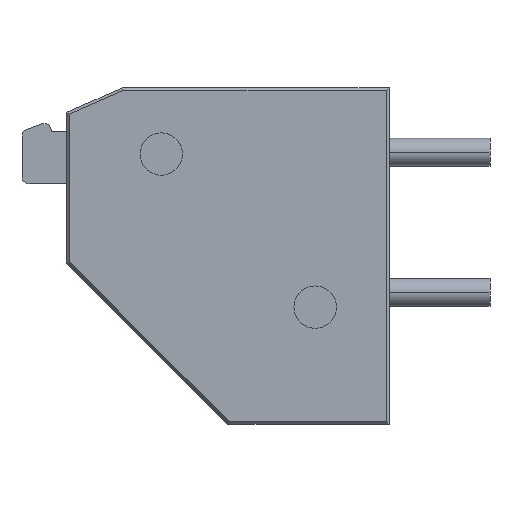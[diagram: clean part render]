
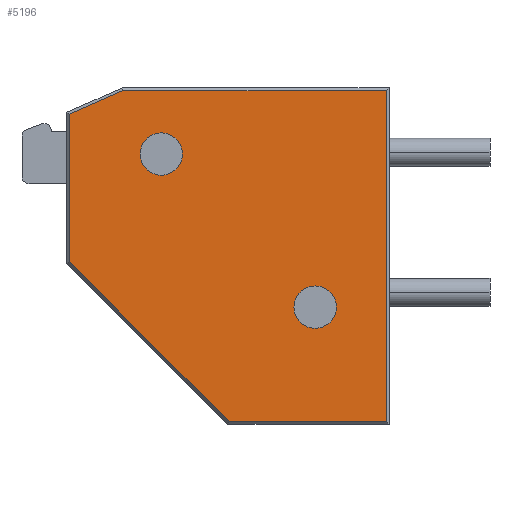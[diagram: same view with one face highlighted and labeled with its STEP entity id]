
A CAD part, front view. The second image highlights one B-rep face of the part: STEP entity #5196.
In plain terms, the highlighted face is planar.
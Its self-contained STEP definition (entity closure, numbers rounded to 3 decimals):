
#38 = CARTESIAN_POINT ( 'NONE',  ( 1.75, 0.231, 2.639 ) ) ;
#49 = VECTOR ( 'NONE', #6896, 1000. ) ;
#134 = DIRECTION ( 'NONE',  ( 1., 0., 0. ) ) ;
#174 = CARTESIAN_POINT ( 'NONE',  ( 1.75, 7.3, 0.1 ) ) ;
#182 = CARTESIAN_POINT ( 'NONE',  ( 1.75, -4.6, 0.1 ) ) ;
#245 = EDGE_CURVE ( 'NONE', #5020, #5555, #5543, .T. ) ;
#438 = VECTOR ( 'NONE', #4243, 1000. ) ;
#707 = AXIS2_PLACEMENT_3D ( 'NONE', #5507, #134, #2504 ) ;
#716 = FACE_BOUND ( 'NONE', #1217, .T. ) ;
#742 = VERTEX_POINT ( 'NONE', #5961 ) ;
#759 = DIRECTION ( 'NONE',  ( 0., 1., 0. ) ) ;
#770 = LINE ( 'NONE', #3132, #1693 ) ;
#863 = ORIENTED_EDGE ( 'NONE', *, *, #245, .T. ) ;
#871 = ORIENTED_EDGE ( 'NONE', *, *, #3197, .F. ) ;
#1132 = LINE ( 'NONE', #3501, #3285 ) ;
#1205 = CARTESIAN_POINT ( 'NONE',  ( 1.75, 1.091, 11.4 ) ) ;
#1217 = EDGE_LOOP ( 'NONE', ( #7516, #6545 ) ) ;
#1373 = CIRCLE ( 'NONE', #5752, 0.756 ) ;
#1374 = DIRECTION ( 'NONE',  ( 0., -1., 0. ) ) ;
#1384 = ORIENTED_EDGE ( 'NONE', *, *, #5114, .T. ) ;
#1601 = VERTEX_POINT ( 'NONE', #38 ) ;
#1693 = VECTOR ( 'NONE', #5549, 1000. ) ;
#1839 = CARTESIAN_POINT ( 'NONE',  ( 1.75, 7.2, 9.506 ) ) ;
#1852 = CARTESIAN_POINT ( 'NONE',  ( 1.75, 7.3, 11.4 ) ) ;
#1934 = CARTESIAN_POINT ( 'NONE',  ( 1.75, 6.36, 11.4 ) ) ;
#1936 = EDGE_CURVE ( 'NONE', #4964, #4665, #7224, .T. ) ;
#1975 = LINE ( 'NONE', #4362, #5454 ) ;
#2166 = VECTOR ( 'NONE', #2551, 1000. ) ;
#2417 = ORIENTED_EDGE ( 'NONE', *, *, #5745, .T. ) ;
#2504 = DIRECTION ( 'NONE',  ( 0., 1., 0. ) ) ;
#2551 = DIRECTION ( 'NONE',  ( 0., 1., 0. ) ) ;
#2571 = ORIENTED_EDGE ( 'NONE', *, *, #6002, .F. ) ;
#2766 = ORIENTED_EDGE ( 'NONE', *, *, #5014, .T. ) ;
#2825 = VERTEX_POINT ( 'NONE', #4091 ) ;
#2861 = CARTESIAN_POINT ( 'NONE',  ( 1.75, -0.525, 2.639 ) ) ;
#2878 = VERTEX_POINT ( 'NONE', #6522 ) ;
#3084 = FACE_OUTER_BOUND ( 'NONE', #6534, .T. ) ;
#3132 = CARTESIAN_POINT ( 'NONE',  ( 1.75, 10.74, 1.526 ) ) ;
#3197 = EDGE_CURVE ( 'NONE', #1601, #2878, #3970, .T. ) ;
#3285 = VECTOR ( 'NONE', #5912, 1000. ) ;
#3287 = AXIS2_PLACEMENT_3D ( 'NONE', #4830, #3669, #6091 ) ;
#3501 = CARTESIAN_POINT ( 'NONE',  ( 1.75, -1.504, 8.804 ) ) ;
#3517 = EDGE_CURVE ( 'NONE', #6904, #2825, #1373, .T. ) ;
#3669 = DIRECTION ( 'NONE',  ( 1., 0., 0. ) ) ;
#3690 = ORIENTED_EDGE ( 'NONE', *, *, #5448, .T. ) ;
#3708 = CARTESIAN_POINT ( 'NONE',  ( 1.75, 4.937, 8.131 ) ) ;
#3720 = EDGE_LOOP ( 'NONE', ( #871, #2571 ) ) ;
#3970 = CIRCLE ( 'NONE', #4985, 0.756 ) ;
#4060 = CIRCLE ( 'NONE', #707, 0.756 ) ;
#4091 = CARTESIAN_POINT ( 'NONE',  ( 1.75, 4.182, 8.131 ) ) ;
#4243 = DIRECTION ( 'NONE',  ( 0., -1., 0. ) ) ;
#4340 = CARTESIAN_POINT ( 'NONE',  ( 1.75, 7.3, 0. ) ) ;
#4362 = CARTESIAN_POINT ( 'NONE',  ( 1.75, -4.6, 0. ) ) ;
#4505 = CARTESIAN_POINT ( 'NONE',  ( 1.75, 7.2, 0. ) ) ;
#4537 = AXIS2_PLACEMENT_3D ( 'NONE', #4340, #6731, #1374 ) ;
#4665 = VERTEX_POINT ( 'NONE', #1205 ) ;
#4830 = CARTESIAN_POINT ( 'NONE',  ( 1.75, 4.937, 8.131 ) ) ;
#4964 = VERTEX_POINT ( 'NONE', #1934 ) ;
#4985 = AXIS2_PLACEMENT_3D ( 'NONE', #2861, #5273, #7626 ) ;
#5014 = EDGE_CURVE ( 'NONE', #6643, #4964, #770, .T. ) ;
#5020 = VERTEX_POINT ( 'NONE', #182 ) ;
#5114 = EDGE_CURVE ( 'NONE', #5555, #6643, #5657, .T. ) ;
#5196 = ADVANCED_FACE ( 'NONE', ( #6086, #716, #3084 ), #5499, .F. ) ;
#5250 = ORIENTED_EDGE ( 'NONE', *, *, #1936, .T. ) ;
#5273 = DIRECTION ( 'NONE',  ( 1., 0., 0. ) ) ;
#5448 = EDGE_CURVE ( 'NONE', #4665, #742, #1132, .T. ) ;
#5454 = VECTOR ( 'NONE', #6748, 1000. ) ;
#5499 = PLANE ( 'NONE',  #4537 ) ;
#5507 = CARTESIAN_POINT ( 'NONE',  ( 1.75, -0.525, 2.639 ) ) ;
#5543 = LINE ( 'NONE', #174, #2166 ) ;
#5549 = DIRECTION ( 'NONE',  ( 0., -0.405, 0.914 ) ) ;
#5555 = VERTEX_POINT ( 'NONE', #5787 ) ;
#5657 = LINE ( 'NONE', #4505, #49 ) ;
#5745 = EDGE_CURVE ( 'NONE', #742, #5020, #1975, .T. ) ;
#5752 = AXIS2_PLACEMENT_3D ( 'NONE', #3708, #6125, #759 ) ;
#5787 = CARTESIAN_POINT ( 'NONE',  ( 1.75, 7.2, 0.1 ) ) ;
#5803 = CARTESIAN_POINT ( 'NONE',  ( 1.75, 5.693, 8.131 ) ) ;
#5912 = DIRECTION ( 'NONE',  ( 0., -0.707, -0.707 ) ) ;
#5961 = CARTESIAN_POINT ( 'NONE',  ( 1.75, -4.6, 5.709 ) ) ;
#6002 = EDGE_CURVE ( 'NONE', #2878, #1601, #4060, .T. ) ;
#6086 = FACE_BOUND ( 'NONE', #3720, .T. ) ;
#6091 = DIRECTION ( 'NONE',  ( 0., 1., 0. ) ) ;
#6125 = DIRECTION ( 'NONE',  ( 1., 0., 0. ) ) ;
#6522 = CARTESIAN_POINT ( 'NONE',  ( 1.75, -1.28, 2.639 ) ) ;
#6534 = EDGE_LOOP ( 'NONE', ( #5250, #3690, #2417, #863, #1384, #2766 ) ) ;
#6545 = ORIENTED_EDGE ( 'NONE', *, *, #7698, .F. ) ;
#6643 = VERTEX_POINT ( 'NONE', #1839 ) ;
#6682 = CIRCLE ( 'NONE', #3287, 0.756 ) ;
#6731 = DIRECTION ( 'NONE',  ( -1., 0., 0. ) ) ;
#6748 = DIRECTION ( 'NONE',  ( 0., 0., -1. ) ) ;
#6896 = DIRECTION ( 'NONE',  ( 0., 0., 1. ) ) ;
#6904 = VERTEX_POINT ( 'NONE', #5803 ) ;
#7224 = LINE ( 'NONE', #1852, #438 ) ;
#7516 = ORIENTED_EDGE ( 'NONE', *, *, #3517, .F. ) ;
#7626 = DIRECTION ( 'NONE',  ( 0., 1., 0. ) ) ;
#7698 = EDGE_CURVE ( 'NONE', #2825, #6904, #6682, .T. ) ;
